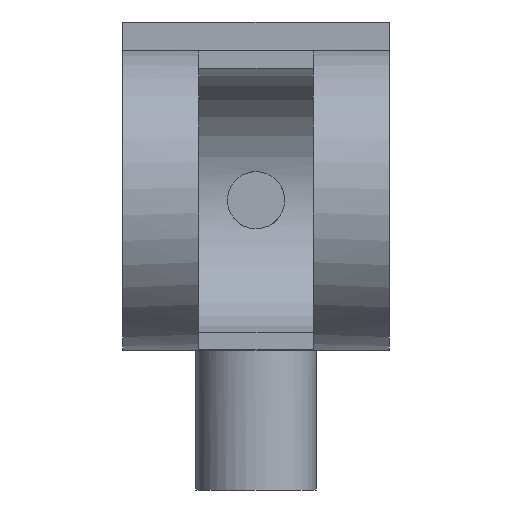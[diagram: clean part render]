
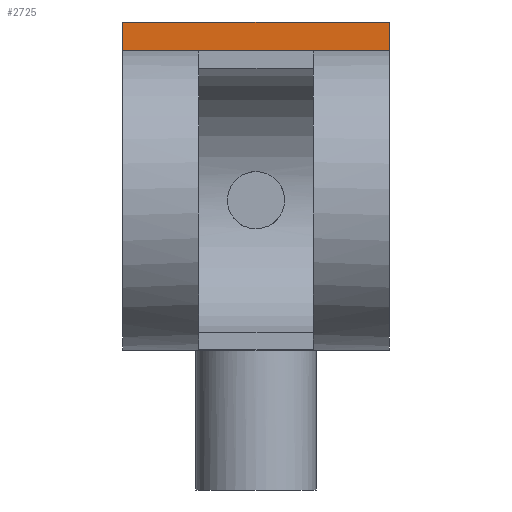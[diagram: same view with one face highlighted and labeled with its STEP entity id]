
A CAD part, front view. The second image highlights one B-rep face of the part: STEP entity #2725.
In plain terms, the highlighted planar face has unit normal (0, -1, 0).
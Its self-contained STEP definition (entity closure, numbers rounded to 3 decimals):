
#136 = DIRECTION ( 'NONE',  ( 0., 0., 1. ) ) ;
#216 = CARTESIAN_POINT ( 'NONE',  ( 70., -9., 78.486 ) ) ;
#237 = AXIS2_PLACEMENT_3D ( 'NONE', #1374, #2351, #136 ) ;
#258 = LINE ( 'NONE', #1252, #2959 ) ;
#320 = CARTESIAN_POINT ( 'NONE',  ( 70., -9., 78.486 ) ) ;
#348 = CARTESIAN_POINT ( 'NONE',  ( -70., -9., 93.486 ) ) ;
#392 = PLANE ( 'NONE',  #237 ) ;
#578 = VECTOR ( 'NONE', #901, 1000. ) ;
#649 = VERTEX_POINT ( 'NONE', #1486 ) ;
#670 = EDGE_CURVE ( 'NONE', #1085, #2390, #258, .T. ) ;
#680 = VECTOR ( 'NONE', #1946, 1000. ) ;
#901 = DIRECTION ( 'NONE',  ( 0., 0., -1. ) ) ;
#917 = EDGE_CURVE ( 'NONE', #2390, #649, #2112, .T. ) ;
#943 = VECTOR ( 'NONE', #1309, 1000. ) ;
#980 = CARTESIAN_POINT ( 'NONE',  ( 70., -9., 93.486 ) ) ;
#1012 = EDGE_CURVE ( 'NONE', #1085, #1211, #3137, .T. ) ;
#1040 = ORIENTED_EDGE ( 'NONE', *, *, #1012, .F. ) ;
#1085 = VERTEX_POINT ( 'NONE', #2711 ) ;
#1211 = VERTEX_POINT ( 'NONE', #216 ) ;
#1252 = CARTESIAN_POINT ( 'NONE',  ( 70., -9., 93.486 ) ) ;
#1309 = DIRECTION ( 'NONE',  ( -1., 0., 0. ) ) ;
#1374 = CARTESIAN_POINT ( 'NONE',  ( 70., -9., 93.486 ) ) ;
#1486 = CARTESIAN_POINT ( 'NONE',  ( -70., -9., 78.486 ) ) ;
#1672 = EDGE_CURVE ( 'NONE', #1211, #649, #1783, .T. ) ;
#1703 = ORIENTED_EDGE ( 'NONE', *, *, #1672, .F. ) ;
#1729 = ORIENTED_EDGE ( 'NONE', *, *, #670, .T. ) ;
#1783 = LINE ( 'NONE', #320, #943 ) ;
#1946 = DIRECTION ( 'NONE',  ( 0., 0., -1. ) ) ;
#2112 = LINE ( 'NONE', #3061, #578 ) ;
#2163 = ORIENTED_EDGE ( 'NONE', *, *, #917, .T. ) ;
#2226 = DIRECTION ( 'NONE',  ( -1., 0., 0. ) ) ;
#2346 = EDGE_LOOP ( 'NONE', ( #2163, #1703, #1040, #1729 ) ) ;
#2351 = DIRECTION ( 'NONE',  ( 0., 1., 0. ) ) ;
#2390 = VERTEX_POINT ( 'NONE', #348 ) ;
#2590 = FACE_OUTER_BOUND ( 'NONE', #2346, .T. ) ;
#2711 = CARTESIAN_POINT ( 'NONE',  ( 70., -9., 93.486 ) ) ;
#2725 = ADVANCED_FACE ( 'NONE', ( #2590 ), #392, .F. ) ;
#2959 = VECTOR ( 'NONE', #2226, 1000. ) ;
#3061 = CARTESIAN_POINT ( 'NONE',  ( -70., -9., 93.486 ) ) ;
#3137 = LINE ( 'NONE', #980, #680 ) ;
